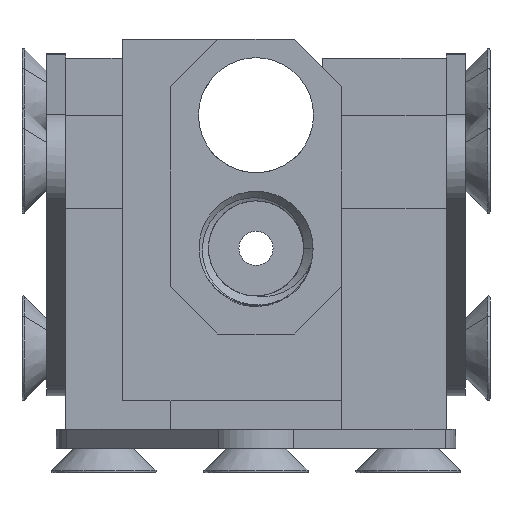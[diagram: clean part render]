
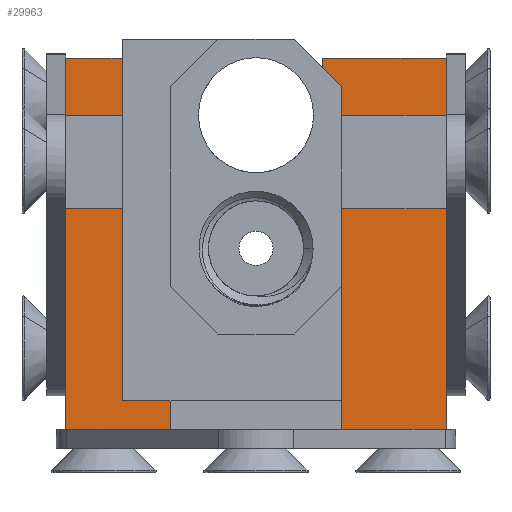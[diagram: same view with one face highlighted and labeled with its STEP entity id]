
A CAD part, front view. The second image highlights one B-rep face of the part: STEP entity #29963.
In plain terms, the highlighted planar face has unit normal (0, -1, 0).
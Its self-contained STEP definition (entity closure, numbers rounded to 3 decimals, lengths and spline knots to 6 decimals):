
#1980=DIRECTION('',(1.,0.,0.));
#1981=VECTOR('',#1980,0.016325);
#1982=CARTESIAN_POINT('',(-0.00691,-0.014,-0.0095));
#1983=LINE('',#1982,#1981);
#5328=DIRECTION('',(0.,0.,-1.));
#5329=VECTOR('',#5328,0.013925);
#5330=CARTESIAN_POINT('',(-0.01,-0.014,0.009764));
#5331=LINE('',#5330,#5329);
#5977=DIRECTION('',(0.,0.,1.));
#5978=VECTOR('',#5977,0.013925);
#5979=CARTESIAN_POINT('',(0.01,-0.014,-0.00416));
#5980=LINE('',#5979,#5978);
#8576=CARTESIAN_POINT('',(0.,-0.014,0.));
#8577=DIRECTION('',(0.,1.,0.));
#8578=DIRECTION('',(-1.,0.,0.));
#8579=AXIS2_PLACEMENT_3D('',#8576,#8577,#8578);
#8581=CARTESIAN_POINT('',(0.,-0.014,0.));
#8582=DIRECTION('',(0.,-1.,0.));
#8583=DIRECTION('',(-1.,0.,0.));
#8584=AXIS2_PLACEMENT_3D('',#8581,#8582,#8583);
#8586=DIRECTION('',(-1.,0.,0.));
#8587=VECTOR('',#8586,0.000008);
#8588=CARTESIAN_POINT('',(-0.00691,-0.014,-0.0095));
#8589=LINE('',#8588,#8587);
#8590=DIRECTION('',(-1.,0.,0.));
#8591=VECTOR('',#8590,0.002497);
#8592=CARTESIAN_POINT('',(-0.006918,-0.014,-0.0095));
#8593=LINE('',#8592,#8591);
#8594=DIRECTION('',(1.,0.,0.));
#8595=VECTOR('',#8594,0.000585);
#8596=CARTESIAN_POINT('',(-0.01,-0.014,-0.0095));
#8597=LINE('',#8596,#8595);
#8598=DIRECTION('',(0.,0.,-1.));
#8599=VECTOR('',#8598,0.002835);
#8600=CARTESIAN_POINT('',(-0.01,-0.014,-0.006665));
#8601=LINE('',#8600,#8599);
#8602=DIRECTION('',(0.,0.,-1.));
#8603=VECTOR('',#8602,0.002496);
#8604=CARTESIAN_POINT('',(-0.01,-0.014001,-0.004169));
#8605=LINE('',#8604,#8603);
#8606=DIRECTION('',(0.,-0.066,-0.998));
#8607=VECTOR('',#8606,0.000009);
#8608=CARTESIAN_POINT('',(-0.01,-0.014,-0.00416));
#8609=LINE('',#8608,#8607);
#8610=DIRECTION('',(0.,0.,-1.));
#8611=VECTOR('',#8610,0.000236);
#8612=CARTESIAN_POINT('',(-0.01,-0.014,0.01));
#8613=LINE('',#8612,#8611);
#8614=DIRECTION('',(-1.,0.,0.));
#8615=VECTOR('',#8614,0.0065);
#8616=CARTESIAN_POINT('',(-0.0035,-0.014,0.01));
#8617=LINE('',#8616,#8615);
#8618=DIRECTION('',(0.,0.,1.));
#8619=VECTOR('',#8618,0.00455);
#8620=CARTESIAN_POINT('',(-0.0035,-0.014,0.00545));
#8621=LINE('',#8620,#8619);
#8622=CARTESIAN_POINT('',(-0.0015,-0.014,0.00545));
#8623=DIRECTION('',(0.,1.,0.));
#8624=DIRECTION('',(0.,0.,-1.));
#8625=AXIS2_PLACEMENT_3D('',#8622,#8623,#8624);
#8627=DIRECTION('',(-1.,0.,0.));
#8628=VECTOR('',#8627,0.003);
#8629=CARTESIAN_POINT('',(0.0015,-0.014,0.00345));
#8630=LINE('',#8629,#8628);
#8631=CARTESIAN_POINT('',(0.0015,-0.014,0.00545));
#8632=DIRECTION('',(0.,1.,0.));
#8633=DIRECTION('',(1.,0.,0.));
#8634=AXIS2_PLACEMENT_3D('',#8631,#8632,#8633);
#8636=DIRECTION('',(0.,0.,-1.));
#8637=VECTOR('',#8636,0.00455);
#8638=CARTESIAN_POINT('',(0.0035,-0.014,0.01));
#8639=LINE('',#8638,#8637);
#8640=DIRECTION('',(-1.,0.,0.));
#8641=VECTOR('',#8640,0.0065);
#8642=CARTESIAN_POINT('',(0.01,-0.014,0.01));
#8643=LINE('',#8642,#8641);
#8644=DIRECTION('',(0.,0.,1.));
#8645=VECTOR('',#8644,0.000236);
#8646=CARTESIAN_POINT('',(0.01,-0.014,0.009764));
#8647=LINE('',#8646,#8645);
#8648=DIRECTION('',(0.,-0.066,-0.998));
#8649=VECTOR('',#8648,0.000009);
#8650=CARTESIAN_POINT('',(0.01,-0.014,-0.00416));
#8651=LINE('',#8650,#8649);
#8652=DIRECTION('',(0.,0.,-1.));
#8653=VECTOR('',#8652,0.002496);
#8654=CARTESIAN_POINT('',(0.01,-0.014001,-0.004169));
#8655=LINE('',#8654,#8653);
#8656=DIRECTION('',(0.,0.,1.));
#8657=VECTOR('',#8656,0.002835);
#8658=CARTESIAN_POINT('',(0.01,-0.014,-0.0095));
#8659=LINE('',#8658,#8657);
#8660=DIRECTION('',(1.,0.,0.));
#8661=VECTOR('',#8660,0.000585);
#8662=CARTESIAN_POINT('',(0.009415,-0.014,-0.0095));
#8663=LINE('',#8662,#8661);
#11268=CARTESIAN_POINT('',(-0.0035,-0.014,0.01));
#11269=VERTEX_POINT('',#11268);
#11270=CARTESIAN_POINT('',(-0.01,-0.014,0.01));
#11271=VERTEX_POINT('',#11270);
#11276=CARTESIAN_POINT('',(-0.0035,-0.014,0.00545));
#11277=VERTEX_POINT('',#11276);
#11278=CARTESIAN_POINT('',(-0.0015,-0.014,0.00345));
#11279=VERTEX_POINT('',#11278);
#11280=CARTESIAN_POINT('',(0.0015,-0.014,0.00345));
#11281=VERTEX_POINT('',#11280);
#11282=CARTESIAN_POINT('',(0.0035,-0.014,0.00545));
#11283=VERTEX_POINT('',#11282);
#11284=CARTESIAN_POINT('',(0.0035,-0.014,0.01));
#11285=VERTEX_POINT('',#11284);
#11286=CARTESIAN_POINT('',(0.01,-0.014,0.01));
#11287=VERTEX_POINT('',#11286);
#12504=CARTESIAN_POINT('',(-0.01,-0.014,0.009764));
#12506=VERTEX_POINT('',#12504);
#12508=CARTESIAN_POINT('',(-0.01,-0.014,-0.006665));
#12510=VERTEX_POINT('',#12508);
#12512=CARTESIAN_POINT('',(-0.01,-0.014,-0.0095));
#12513=VERTEX_POINT('',#12512);
#12522=CARTESIAN_POINT('',(-0.009415,-0.014,-0.0095));
#12524=VERTEX_POINT('',#12522);
#12526=CARTESIAN_POINT('',(0.009415,-0.014,-0.0095));
#12528=VERTEX_POINT('',#12526);
#12534=CARTESIAN_POINT('',(0.01,-0.014,-0.0095));
#12535=VERTEX_POINT('',#12534);
#12540=CARTESIAN_POINT('',(0.01,-0.014,0.009764));
#12541=VERTEX_POINT('',#12540);
#12548=CARTESIAN_POINT('',(0.01,-0.014,-0.006665));
#12549=VERTEX_POINT('',#12548);
#12631=CARTESIAN_POINT('',(-0.00165,-0.014,0.));
#12632=CARTESIAN_POINT('',(0.00165,-0.014,0.));
#12633=VERTEX_POINT('',#12631);
#12634=VERTEX_POINT('',#12632);
#12756=CARTESIAN_POINT('',(-0.01,-0.014,-0.00416));
#12757=CARTESIAN_POINT('',(-0.01,-0.014001,-0.004169));
#12758=VERTEX_POINT('',#12756);
#12759=VERTEX_POINT('',#12757);
#12778=CARTESIAN_POINT('',(0.01,-0.014,-0.00416));
#12779=CARTESIAN_POINT('',(0.01,-0.014001,-0.004169));
#12780=VERTEX_POINT('',#12778);
#12781=VERTEX_POINT('',#12779);
#12794=CARTESIAN_POINT('',(-0.00691,-0.014,-0.0095));
#12795=CARTESIAN_POINT('',(-0.006918,-0.014,-0.0095));
#12796=VERTEX_POINT('',#12794);
#12797=VERTEX_POINT('',#12795);
#29925=CARTESIAN_POINT('',(0.,-0.014,0.));
#29926=DIRECTION('',(0.,-1.,0.));
#29927=DIRECTION('',(-1.,0.,0.));
#29928=AXIS2_PLACEMENT_3D('',#29925,#29926,#29927);
#29929=PLANE('',#29928);
#29930=ORIENTED_EDGE('',*,*,#14817,.F.);
#29931=ORIENTED_EDGE('',*,*,#14815,.T.);
#29932=ORIENTED_EDGE('',*,*,#14813,.T.);
#29933=ORIENTED_EDGE('',*,*,#14674,.F.);
#29934=ORIENTED_EDGE('',*,*,#14862,.F.);
#29935=ORIENTED_EDGE('',*,*,#24133,.F.);
#29936=ORIENTED_EDGE('',*,*,#24131,.F.);
#29937=ORIENTED_EDGE('',*,*,#24129,.F.);
#29938=ORIENTED_EDGE('',*,*,#14835,.F.);
#29939=ORIENTED_EDGE('',*,*,#18241,.F.);
#29941=ORIENTED_EDGE('',*,*,#29940,.F.);
#29943=ORIENTED_EDGE('',*,*,#29942,.F.);
#29945=ORIENTED_EDGE('',*,*,#29944,.F.);
#29947=ORIENTED_EDGE('',*,*,#29946,.F.);
#29949=ORIENTED_EDGE('',*,*,#29948,.F.);
#29950=ORIENTED_EDGE('',*,*,#27716,.F.);
#29951=ORIENTED_EDGE('',*,*,#27828,.F.);
#29952=ORIENTED_EDGE('',*,*,#26024,.F.);
#29953=ORIENTED_EDGE('',*,*,#26022,.T.);
#29954=ORIENTED_EDGE('',*,*,#26020,.T.);
#29955=ORIENTED_EDGE('',*,*,#27850,.F.);
#29956=ORIENTED_EDGE('',*,*,#14686,.F.);
#29957=EDGE_LOOP('',(#29930,#29931,#29932,#29933,#29934,#29935,#29936,#29937,
#29938,#29939,#29941,#29943,#29945,#29947,#29949,#29950,#29951,#29952,#29953,
#29954,#29955,#29956));
#29958=FACE_OUTER_BOUND('',#29957,.F.);
#29959=ORIENTED_EDGE('',*,*,#21204,.F.);
#29960=ORIENTED_EDGE('',*,*,#21232,.T.);
#29961=EDGE_LOOP('',(#29959,#29960));
#29962=FACE_BOUND('',#29961,.F.);
#29963=ADVANCED_FACE('',(#29958,#29962),#29929,.T.);
#8580=CIRCLE('',#8579,0.00165);
#8585=CIRCLE('',#8584,0.00165);
#8626=CIRCLE('',#8625,0.002);
#8635=CIRCLE('',#8634,0.002);
#14674=EDGE_CURVE('',#12513,#12524,#8597,.T.);
#14686=EDGE_CURVE('',#12528,#12535,#8663,.T.);
#14813=EDGE_CURVE('',#12797,#12524,#8593,.T.);
#14815=EDGE_CURVE('',#12796,#12797,#8589,.T.);
#14817=EDGE_CURVE('',#12796,#12528,#1983,.T.);
#14835=EDGE_CURVE('',#11271,#12506,#8613,.T.);
#14862=EDGE_CURVE('',#12510,#12513,#8601,.T.);
#18241=EDGE_CURVE('',#11269,#11271,#8617,.T.);
#21204=EDGE_CURVE('',#12633,#12634,#8580,.T.);
#21232=EDGE_CURVE('',#12633,#12634,#8585,.T.);
#24129=EDGE_CURVE('',#12506,#12758,#5331,.T.);
#24131=EDGE_CURVE('',#12758,#12759,#8609,.T.);
#24133=EDGE_CURVE('',#12759,#12510,#8605,.T.);
#26020=EDGE_CURVE('',#12781,#12549,#8655,.T.);
#26022=EDGE_CURVE('',#12780,#12781,#8651,.T.);
#26024=EDGE_CURVE('',#12780,#12541,#5980,.T.);
#27716=EDGE_CURVE('',#11287,#11285,#8643,.T.);
#27828=EDGE_CURVE('',#12541,#11287,#8647,.T.);
#27850=EDGE_CURVE('',#12535,#12549,#8659,.T.);
#29940=EDGE_CURVE('',#11277,#11269,#8621,.T.);
#29942=EDGE_CURVE('',#11279,#11277,#8626,.T.);
#29944=EDGE_CURVE('',#11281,#11279,#8630,.T.);
#29946=EDGE_CURVE('',#11283,#11281,#8635,.T.);
#29948=EDGE_CURVE('',#11285,#11283,#8639,.T.);
